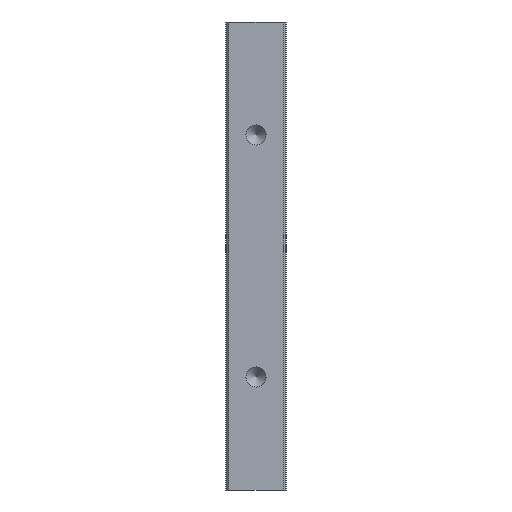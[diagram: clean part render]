
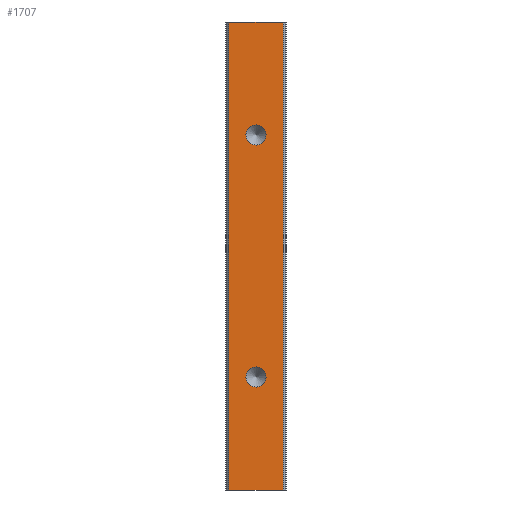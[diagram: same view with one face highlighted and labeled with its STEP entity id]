
A CAD part, front view. The second image highlights one B-rep face of the part: STEP entity #1707.
In plain terms, the highlighted planar face has unit normal (0, -1, 0).
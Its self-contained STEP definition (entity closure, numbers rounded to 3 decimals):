
#6 = EDGE_CURVE ( 'NONE', #276, #289, #1005, .T. ) ;
#68 = EDGE_CURVE ( 'NONE', #311, #337, #1076, .T. ) ;
#96 = EDGE_CURVE ( 'NONE', #1683, #1683, #1116, .T. ) ;
#114 = EDGE_CURVE ( 'NONE', #311, #276, #1138, .T. ) ;
#130 = EDGE_CURVE ( 'NONE', #1687, #1687, #1166, .T. ) ;
#151 = EDGE_CURVE ( 'NONE', #337, #289, #1197, .T. ) ;
#185 = AXIS2_PLACEMENT_3D ( 'NONE', #1498, #1501, #1502 ) ;
#187 = AXIS2_PLACEMENT_3D ( 'NONE', #588, #599, #600 ) ;
#201 = AXIS2_PLACEMENT_3D ( 'NONE', #1331, #1344, #1345 ) ;
#276 = VERTEX_POINT ( 'NONE', #1393 ) ;
#289 = VERTEX_POINT ( 'NONE', #1407 ) ;
#311 = VERTEX_POINT ( 'NONE', #1428 ) ;
#337 = VERTEX_POINT ( 'NONE', #1454 ) ;
#381 = CARTESIAN_POINT ( 'NONE',  ( 6.7, 0., -116. ) ) ;
#384 = DIRECTION ( 'NONE',  ( 0., 0., 1. ) ) ;
#529 = CARTESIAN_POINT ( 'NONE',  ( -6.7, 0., -116. ) ) ;
#530 = DIRECTION ( 'NONE',  ( 0., 0., 1. ) ) ;
#588 = CARTESIAN_POINT ( 'NONE',  ( 0., 0., -88. ) ) ;
#599 = DIRECTION ( 'NONE',  ( 0., 1., 0. ) ) ;
#600 = DIRECTION ( 'NONE',  ( 0., 0., 1. ) ) ;
#610 = ORIENTED_EDGE ( 'NONE', *, *, #151, .F. ) ;
#614 = ORIENTED_EDGE ( 'NONE', *, *, #6, .T. ) ;
#615 = ORIENTED_EDGE ( 'NONE', *, *, #68, .F. ) ;
#624 = VECTOR ( 'NONE', #530, 1000. ) ;
#669 = ORIENTED_EDGE ( 'NONE', *, *, #114, .T. ) ;
#683 = ORIENTED_EDGE ( 'NONE', *, *, #130, .T. ) ;
#754 = ORIENTED_EDGE ( 'NONE', *, *, #96, .T. ) ;
#985 = EDGE_LOOP ( 'NONE', ( #754 ) ) ;
#997 = EDGE_LOOP ( 'NONE', ( #610, #615, #669, #614 ) ) ;
#999 = EDGE_LOOP ( 'NONE', ( #683 ) ) ;
#1005 = LINE ( 'NONE', #381, #1013 ) ;
#1013 = VECTOR ( 'NONE', #384, 1000. ) ;
#1076 = LINE ( 'NONE', #529, #624 ) ;
#1116 = CIRCLE ( 'NONE', #187, 2.5 ) ;
#1138 = LINE ( 'NONE', #1309, #1140 ) ;
#1140 = VECTOR ( 'NONE', #1310, 1000. ) ;
#1166 = CIRCLE ( 'NONE', #201, 2.5 ) ;
#1197 = LINE ( 'NONE', #1394, #1198 ) ;
#1198 = VECTOR ( 'NONE', #1395, 1000. ) ;
#1202 = FACE_BOUND ( 'NONE', #985, .T. ) ;
#1205 = FACE_OUTER_BOUND ( 'NONE', #997, .T. ) ;
#1206 = FACE_BOUND ( 'NONE', #999, .T. ) ;
#1309 = CARTESIAN_POINT ( 'NONE',  ( 6.7, 0., -116. ) ) ;
#1310 = DIRECTION ( 'NONE',  ( 1., 0., 0. ) ) ;
#1331 = CARTESIAN_POINT ( 'NONE',  ( 0., 0., -28. ) ) ;
#1344 = DIRECTION ( 'NONE',  ( 0., 1., 0. ) ) ;
#1345 = DIRECTION ( 'NONE',  ( 0., 0., 1. ) ) ;
#1393 = CARTESIAN_POINT ( 'NONE',  ( 6.7, 0., -116. ) ) ;
#1394 = CARTESIAN_POINT ( 'NONE',  ( 6.7, 0., 0. ) ) ;
#1395 = DIRECTION ( 'NONE',  ( 1., 0., 0. ) ) ;
#1407 = CARTESIAN_POINT ( 'NONE',  ( 6.7, 0., 0. ) ) ;
#1428 = CARTESIAN_POINT ( 'NONE',  ( -6.7, 0., -116. ) ) ;
#1454 = CARTESIAN_POINT ( 'NONE',  ( -6.7, 0., 0. ) ) ;
#1498 = CARTESIAN_POINT ( 'NONE',  ( 6.7, 0., -116. ) ) ;
#1499 = PLANE ( 'NONE',  #185 ) ;
#1501 = DIRECTION ( 'NONE',  ( 0., -1., 0. ) ) ;
#1502 = DIRECTION ( 'NONE',  ( 1., 0., 0. ) ) ;
#1683 = VERTEX_POINT ( 'NONE', #1684 ) ;
#1684 = CARTESIAN_POINT ( 'NONE',  ( 0., 0., -85.5 ) ) ;
#1687 = VERTEX_POINT ( 'NONE', #1688 ) ;
#1688 = CARTESIAN_POINT ( 'NONE',  ( 0., 0., -25.5 ) ) ;
#1707 = ADVANCED_FACE ( 'NONE', ( #1206, #1205, #1202 ), #1499, .T. ) ;
